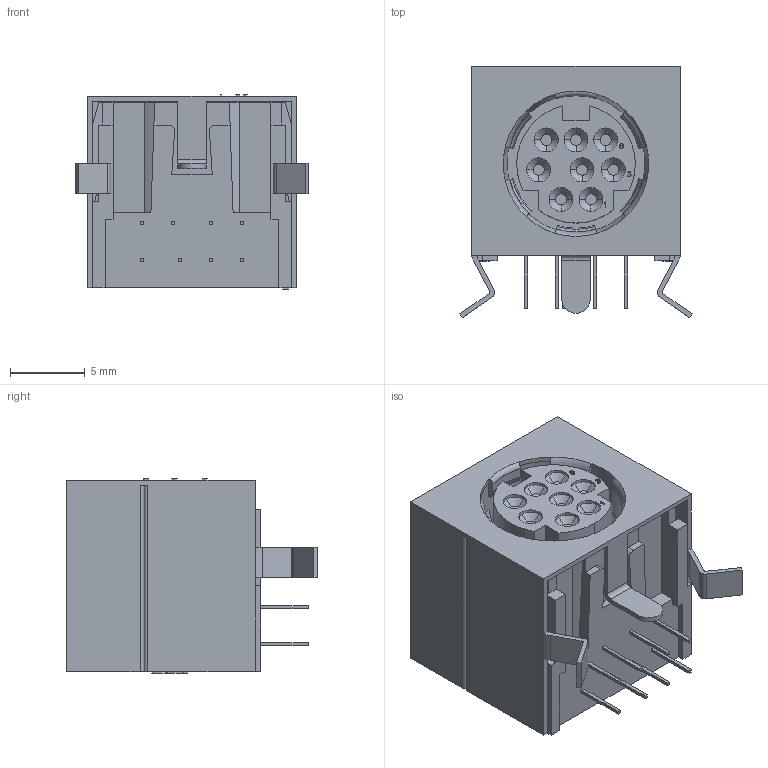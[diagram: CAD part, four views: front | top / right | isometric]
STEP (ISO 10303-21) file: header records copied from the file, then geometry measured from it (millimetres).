
FILE_DESCRIPTION(('STEP AP242'),'1');
FILE_NAME('1658998-1.stp','2020-04-06T18:17:21',('TraceParts'),('TraceParts S.A.'),'Spatial InterOp 3D',' ',' ');
FILE_SCHEMA(('AP242_MANAGED_MODEL_BASED_3D_ENGINEERING_MIM_LF {1 0 10303 442 1 1 4}'));
Length unit declared in the file: millimetre
Products named in the file (1): 1658998-1
Bounding box: 15.61 x 16.87 x 13.04 mm (x, y, z)
Volume: 1890.2 mm3; surface area: 2754.1 mm2
Topology: 1 solids, 1 shells, 556 faces, 1530 edges, 1003 vertices
Faces by surface type: plane 385, cylinder 89, cone 48, torus 32, extrusion 2
Entity records: 17615 total; most frequent: CARTESIAN_POINT 3156, ORIENTED_EDGE 3060, DIRECTION 2958, EDGE_CURVE 1530, VECTOR 1192, LINE 1190, VERTEX_POINT 1003, AXIS2_PLACEMENT_3D 883
